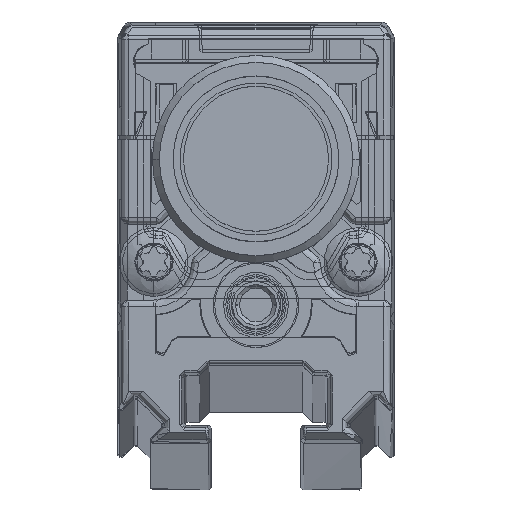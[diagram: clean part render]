
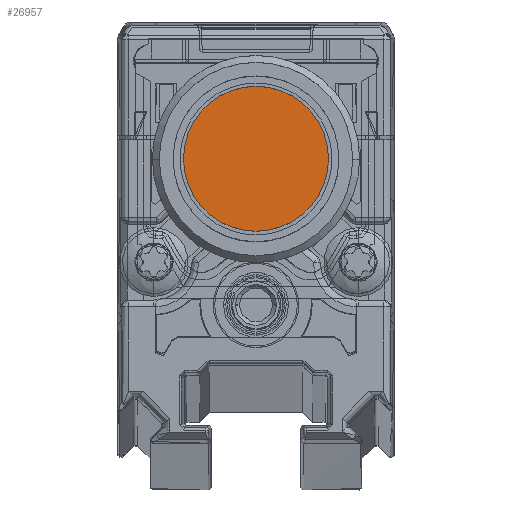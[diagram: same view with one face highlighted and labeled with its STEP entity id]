
A CAD part, top view. The second image highlights one B-rep face of the part: STEP entity #26957.
In plain terms, the highlighted face is planar.
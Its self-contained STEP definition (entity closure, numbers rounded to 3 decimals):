
#26157=CARTESIAN_POINT('',(0.,0.,0.));
#26158=DIRECTION('',(0.,-1.,0.));
#26159=DIRECTION('',(1.,0.,0.));
#26160=AXIS2_PLACEMENT_3D('',#26157,#26158,#26159);
#26162=CARTESIAN_POINT('',(0.,0.,0.));
#26163=DIRECTION('',(0.,-1.,0.));
#26164=DIRECTION('',(-1.,0.,0.));
#26165=AXIS2_PLACEMENT_3D('',#26162,#26163,#26164);
#26263=CARTESIAN_POINT('',(-5.25,0.,0.));
#26264=VERTEX_POINT('',#26263);
#26265=CARTESIAN_POINT('',(5.25,0.,0.));
#26266=VERTEX_POINT('',#26265);
#26948=CARTESIAN_POINT('',(0.,0.,0.));
#26949=DIRECTION('',(0.,-1.,0.));
#26950=DIRECTION('',(1.,0.,0.));
#26951=AXIS2_PLACEMENT_3D('',#26948,#26949,#26950);
#26952=PLANE('',#26951);
#26953=ORIENTED_EDGE('',*,*,#26934,.T.);
#26954=ORIENTED_EDGE('',*,*,#26916,.T.);
#26955=EDGE_LOOP('',(#26953,#26954));
#26956=FACE_OUTER_BOUND('',#26955,.F.);
#26957=ADVANCED_FACE('',(#26956),#26952,.F.);
#26161=CIRCLE('',#26160,5.25);
#26166=CIRCLE('',#26165,5.25);
#26916=EDGE_CURVE('',#26264,#26266,#26166,.T.);
#26934=EDGE_CURVE('',#26266,#26264,#26161,.T.);
